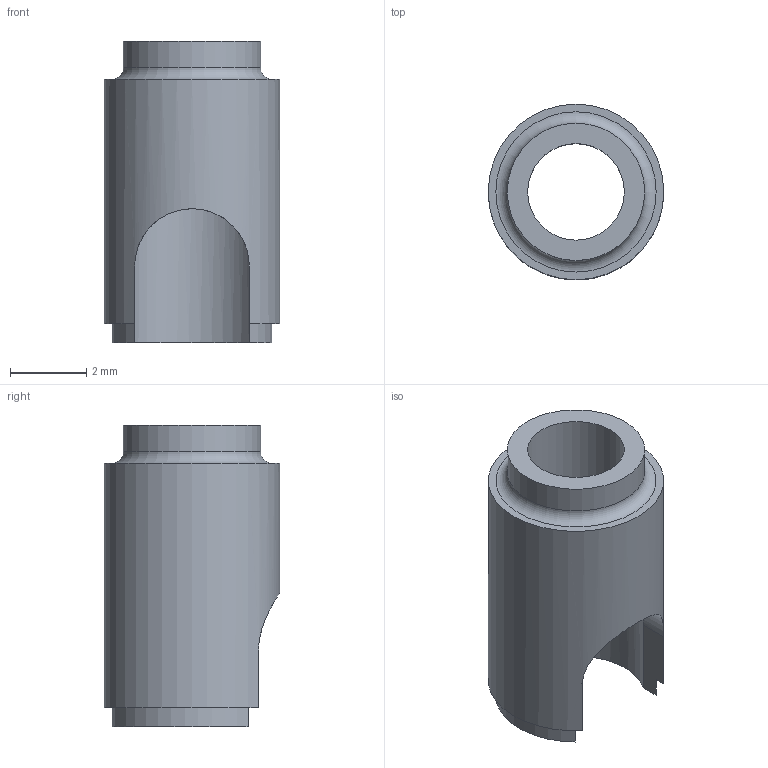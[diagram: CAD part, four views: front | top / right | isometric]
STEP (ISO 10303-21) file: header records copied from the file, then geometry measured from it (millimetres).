
FILE_DESCRIPTION(/* description */ ('Unknown'),/* implementation_level */ '2;1');
FILE_NAME(/* name */ 'D0284-DD-21289 Renfort tête 3mm ',/* time_stamp */ '2023-10-18T10:08:23+02:00',/* author */ ('Unknown'),/* organization */ ('Unknown'),/* preprocessor_version */ 'ST-DEVELOPER v18.102',/* originating_system */ 'Solid Edge',/* authorisation */ 'Unknown');
FILE_SCHEMA (('AUTOMOTIVE_DESIGN {1 0 10303 214 3 1 1}'));
Length unit declared in the file: millimetre
Products named in the file (1): renfort tete 3mm
Bounding box: 4.6 x 4.6 x 7.9 mm (x, y, z)
Volume: 52.4 mm3; surface area: 192.8 mm2
Topology: 1 solids, 1 shells, 16 faces, 36 edges, 23 vertices
Faces by surface type: plane 7, cylinder 6, torus 2, cone 1
Full cylindrical faces by diameter (mm): 2.53 x1, 3.6 x2, 4.6 x1
Entity records: 444 total; most frequent: CARTESIAN_POINT 83, DIRECTION 72, ORIENTED_EDGE 54, AXIS2_PLACEMENT_3D 30, EDGE_CURVE 27, EDGE_LOOP 26, FACE_BOUND 26, VERTEX_POINT 21
